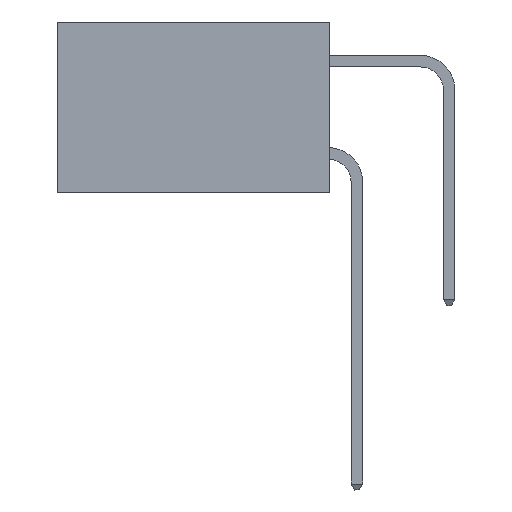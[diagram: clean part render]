
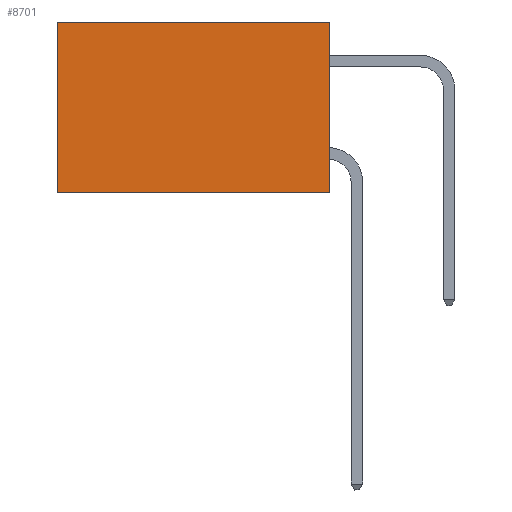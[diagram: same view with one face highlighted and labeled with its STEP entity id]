
A CAD part, left-side view. The second image highlights one B-rep face of the part: STEP entity #8701.
In plain terms, the highlighted planar face has unit normal (-1, 0, 0).
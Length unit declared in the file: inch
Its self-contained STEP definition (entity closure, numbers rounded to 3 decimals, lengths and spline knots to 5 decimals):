
#1161 = VECTOR ( 'NONE', #23764, 39.37008 ) ;
#2682 = CARTESIAN_POINT ( 'NONE',  ( 0.277, 0.59, -0.37 ) ) ;
#3299 = EDGE_CURVE ( 'NONE', #24622, #14569, #12403, .T. ) ;
#4003 = ORIENTED_EDGE ( 'NONE', *, *, #31535, .F. ) ;
#6537 = VECTOR ( 'NONE', #15843, 39.37008 ) ;
#6890 = CARTESIAN_POINT ( 'NONE',  ( 0.277, 0., -0.37 ) ) ;
#8701 = ADVANCED_FACE ( 'NONE', ( #14991 ), #26159, .F. ) ;
#9571 = DIRECTION ( 'NONE',  ( 0., 0., -1. ) ) ;
#11012 = AXIS2_PLACEMENT_3D ( 'NONE', #34083, #31515, #15512 ) ;
#12403 = LINE ( 'NONE', #25260, #33715 ) ;
#13125 = ORIENTED_EDGE ( 'NONE', *, *, #3299, .T. ) ;
#14569 = VERTEX_POINT ( 'NONE', #2682 ) ;
#14991 = FACE_OUTER_BOUND ( 'NONE', #27133, .T. ) ;
#15512 = DIRECTION ( 'NONE',  ( 0., 0., -1. ) ) ;
#15584 = VERTEX_POINT ( 'NONE', #27967 ) ;
#15843 = DIRECTION ( 'NONE',  ( 0., 1., 0. ) ) ;
#15963 = VECTOR ( 'NONE', #9571, 39.37008 ) ;
#16125 = ORIENTED_EDGE ( 'NONE', *, *, #17964, .T. ) ;
#16822 = LINE ( 'NONE', #6890, #15963 ) ;
#16866 = VERTEX_POINT ( 'NONE', #27724 ) ;
#17533 = ORIENTED_EDGE ( 'NONE', *, *, #28315, .F. ) ;
#17964 = EDGE_CURVE ( 'NONE', #16866, #24622, #28674, .T. ) ;
#23312 = LINE ( 'NONE', #29019, #1161 ) ;
#23764 = DIRECTION ( 'NONE',  ( 0., 1., 0. ) ) ;
#24622 = VERTEX_POINT ( 'NONE', #34568 ) ;
#25260 = CARTESIAN_POINT ( 'NONE',  ( 0.277, 0.59, -0.37 ) ) ;
#25408 = DIRECTION ( 'NONE',  ( 0., 0., -1. ) ) ;
#26159 = PLANE ( 'NONE',  #11012 ) ;
#27133 = EDGE_LOOP ( 'NONE', ( #13125, #17533, #4003, #16125 ) ) ;
#27724 = CARTESIAN_POINT ( 'NONE',  ( 0.277, 0., 0. ) ) ;
#27967 = CARTESIAN_POINT ( 'NONE',  ( 0.277, 0., -0.37 ) ) ;
#28315 = EDGE_CURVE ( 'NONE', #15584, #14569, #23312, .T. ) ;
#28674 = LINE ( 'NONE', #34503, #6537 ) ;
#29019 = CARTESIAN_POINT ( 'NONE',  ( 0.277, 0., -0.37 ) ) ;
#31515 = DIRECTION ( 'NONE',  ( 1., 0., 0. ) ) ;
#31535 = EDGE_CURVE ( 'NONE', #16866, #15584, #16822, .T. ) ;
#33715 = VECTOR ( 'NONE', #25408, 39.37008 ) ;
#34083 = CARTESIAN_POINT ( 'NONE',  ( 0.277, 0., -0.37 ) ) ;
#34503 = CARTESIAN_POINT ( 'NONE',  ( 0.277, 0., 0. ) ) ;
#34568 = CARTESIAN_POINT ( 'NONE',  ( 0.277, 0.59, 0. ) ) ;
